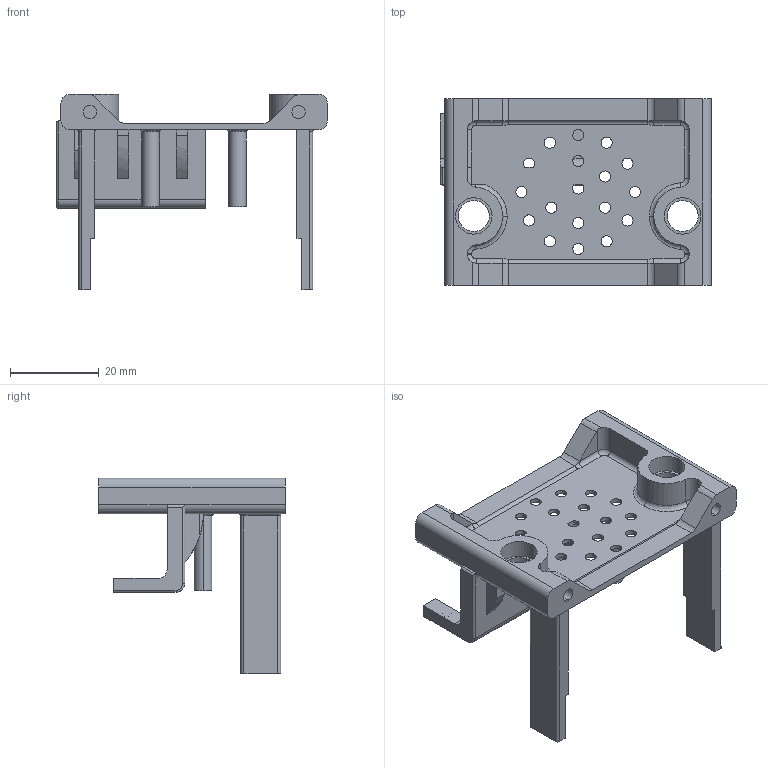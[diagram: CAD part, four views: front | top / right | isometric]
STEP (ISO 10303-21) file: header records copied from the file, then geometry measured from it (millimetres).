
FILE_DESCRIPTION (( 'STEP AP214' ), '1' );
FILE_NAME ('Body_Back_supporti_low.STEP', '2024-02-28T01:27:35', ( '' ), ( '' ), 'SMSTEP 2.0', 'SalomeMeca W019', '' );
FILE_SCHEMA (( 'AUTOMOTIVE_DESIGN' ));
Length unit declared in the file: millimetre
Products named in the file (1): Body_Back_supporti_low
Bounding box: 61 x 42 x 44 mm (x, y, z)
Volume: 11980.8 mm3; surface area: 11272.8 mm2
Topology: 1 solids, 1 shells, 218 faces, 567 edges, 361 vertices
Faces by surface type: cylinder 115, plane 74, torus 15, bspline 14
Entity records: 8518 total; most frequent: CARTESIAN_POINT 1506, DIRECTION 1188, ORIENTED_EDGE 1130, EDGE_CURVE 565, AXIS2_PLACEMENT_3D 453, VERTEX_POINT 361, LINE 282, VECTOR 282
